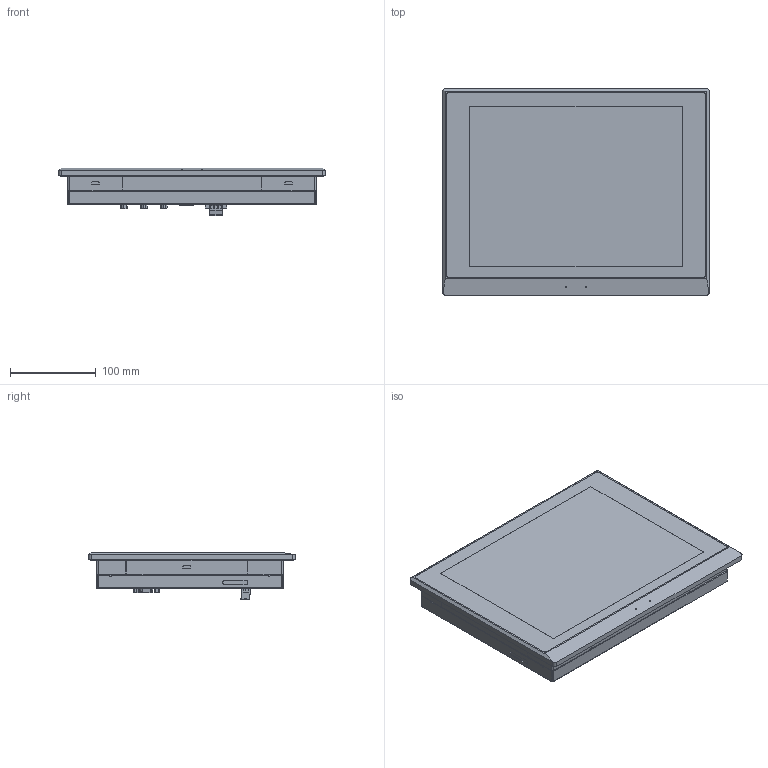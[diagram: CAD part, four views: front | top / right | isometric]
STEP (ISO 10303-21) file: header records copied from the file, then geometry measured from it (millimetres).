
FILE_DESCRIPTION (( 'STEP AP214' ), '1' );
FILE_NAME ('ETG-CP-121_Ïàíåëü îïåðàòîðà ETG 12,1'''' ñåðèè ONI.STEP', '2018-09-25T12:13:57', ( '' ), ( '' ), 'SwSTEP 2.0', 'SolidWorks 2014', '' );
FILE_SCHEMA (( 'AUTOMOTIVE_DESIGN' ));
Length unit declared in the file: millimetre
Products named in the file (1): ETG-CP-121_Ïàíåëü îïåðàòîðà ETG 12,1'''' ñåðèè ONI
Bounding box: 310 x 240 x 55.5 mm (x, y, z)
Surface area: 442069 mm2 (no closed solid volume)
Topology: 0 solids, 37 shells, 875 faces, 3087 edges, 2189 vertices
Faces by surface type: plane 420, cylinder 370, torus 50, bspline 20, cone 15
Entity records: 43096 total; most frequent: CARTESIAN_POINT 6689, DIRECTION 5955, ORIENTED_EDGE 4818, EDGE_CURVE 3086, VERTEX_POINT 2189, AXIS2_PLACEMENT_3D 2035, VECTOR 1885, LINE 1885
